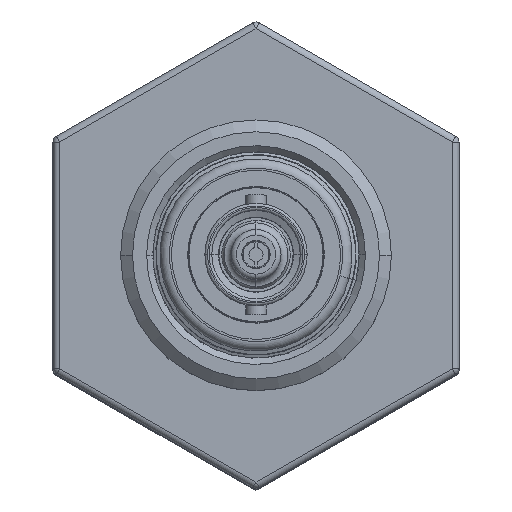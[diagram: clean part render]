
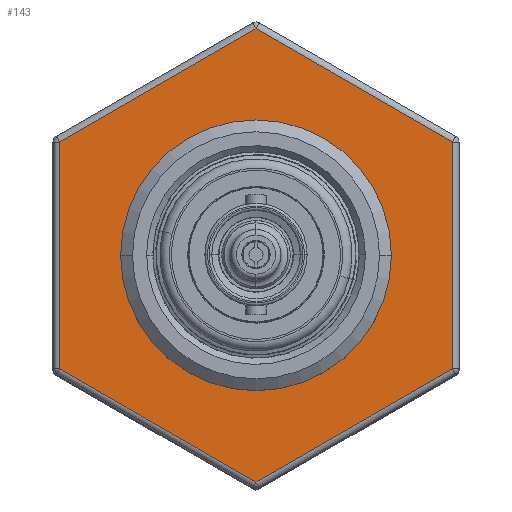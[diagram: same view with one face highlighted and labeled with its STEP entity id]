
A CAD part, top view. The second image highlights one B-rep face of the part: STEP entity #143.
In plain terms, the highlighted planar face has unit normal (0, 0, 1).
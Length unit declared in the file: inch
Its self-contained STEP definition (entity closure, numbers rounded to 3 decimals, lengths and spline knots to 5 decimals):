
#143 = ADVANCED_FACE ( 'NONE', ( #11627, #11623 ), #11628, .T. ) ;
#228 = EDGE_CURVE ( 'NONE', #3136, #3008, #1534, .T. ) ;
#904 = EDGE_CURVE ( 'NONE', #9494, #9498, #13725, .T. ) ;
#922 = EDGE_CURVE ( 'NONE', #9498, #6011, #13778, .T. ) ;
#930 = EDGE_CURVE ( 'NONE', #7388, #9494, #13804, .T. ) ;
#972 = EDGE_CURVE ( 'NONE', #6011, #7293, #5507, .T. ) ;
#976 = EDGE_CURVE ( 'NONE', #9488, #7388, #5515, .T. ) ;
#998 = EDGE_CURVE ( 'NONE', #7293, #9488, #5587, .T. ) ;
#1534 = CIRCLE ( 'NONE', #1864, 0.48088 ) ;
#1591 = AXIS2_PLACEMENT_3D ( 'NONE', #11618, #11630, #11631 ) ;
#1864 = AXIS2_PLACEMENT_3D ( 'NONE', #11993, #11994, #11995 ) ;
#2437 = EDGE_LOOP ( 'NONE', ( #7152, #7154, #7156, #7158, #7159, #7161 ) ) ;
#2469 = EDGE_LOOP ( 'NONE', ( #7162, #7164 ) ) ;
#3008 = VERTEX_POINT ( 'NONE', #5040 ) ;
#3136 = VERTEX_POINT ( 'NONE', #5168 ) ;
#4162 = EDGE_CURVE ( 'NONE', #3008, #3136, #13372, .T. ) ;
#5040 = CARTESIAN_POINT ( 'NONE',  ( -0.48088, 0., 2.097 ) ) ;
#5168 = CARTESIAN_POINT ( 'NONE',  ( 0.48088, 0., 2.097 ) ) ;
#5502 = CARTESIAN_POINT ( 'NONE',  ( 0.7375, -0.41136, 2.097 ) ) ;
#5507 = LINE ( 'NONE', #5502, #13935 ) ;
#5511 = DIRECTION ( 'NONE',  ( 0.866, 0.5, 0. ) ) ;
#5515 = LINE ( 'NONE', #5522, #13908 ) ;
#5522 = CARTESIAN_POINT ( 'NONE',  ( -0.0125, 0.84437, 2.097 ) ) ;
#5523 = DIRECTION ( 'NONE',  ( -0.866, 0.5, 0. ) ) ;
#5587 = LINE ( 'NONE', #5588, #13915 ) ;
#5588 = CARTESIAN_POINT ( 'NONE',  ( 0.725, 0.43301, 2.097 ) ) ;
#5589 = DIRECTION ( 'NONE',  ( 0., 1., 0. ) ) ;
#6011 = VERTEX_POINT ( 'NONE', #10146 ) ;
#7152 = ORIENTED_EDGE ( 'NONE', *, *, #930, .T. ) ;
#7154 = ORIENTED_EDGE ( 'NONE', *, *, #904, .T. ) ;
#7156 = ORIENTED_EDGE ( 'NONE', *, *, #922, .T. ) ;
#7158 = ORIENTED_EDGE ( 'NONE', *, *, #972, .T. ) ;
#7159 = ORIENTED_EDGE ( 'NONE', *, *, #998, .T. ) ;
#7161 = ORIENTED_EDGE ( 'NONE', *, *, #976, .T. ) ;
#7162 = ORIENTED_EDGE ( 'NONE', *, *, #228, .F. ) ;
#7164 = ORIENTED_EDGE ( 'NONE', *, *, #4162, .F. ) ;
#7293 = VERTEX_POINT ( 'NONE', #10177 ) ;
#7388 = VERTEX_POINT ( 'NONE', #10178 ) ;
#9488 = VERTEX_POINT ( 'NONE', #12661 ) ;
#9494 = VERTEX_POINT ( 'NONE', #12667 ) ;
#9498 = VERTEX_POINT ( 'NONE', #12671 ) ;
#9560 = CARTESIAN_POINT ( 'NONE',  ( 0., 0., 2.097 ) ) ;
#9561 = DIRECTION ( 'NONE',  ( 0., 0., 1. ) ) ;
#9562 = DIRECTION ( 'NONE',  ( 1., 0., 0. ) ) ;
#10146 = CARTESIAN_POINT ( 'NONE',  ( 0., -0.83716, 2.097 ) ) ;
#10177 = CARTESIAN_POINT ( 'NONE',  ( 0.725, -0.41858, 2.097 ) ) ;
#10178 = CARTESIAN_POINT ( 'NONE',  ( 0., 0.83716, 2.097 ) ) ;
#11618 = CARTESIAN_POINT ( 'NONE',  ( -0.75, 1.29904, 2.097 ) ) ;
#11623 = FACE_BOUND ( 'NONE', #2469, .T. ) ;
#11627 = FACE_OUTER_BOUND ( 'NONE', #2437, .T. ) ;
#11628 = PLANE ( 'NONE',  #1591 ) ;
#11630 = DIRECTION ( 'NONE',  ( 0., 0., 1. ) ) ;
#11631 = DIRECTION ( 'NONE',  ( 1., 0., 0. ) ) ;
#11993 = CARTESIAN_POINT ( 'NONE',  ( 0., 0., 2.097 ) ) ;
#11994 = DIRECTION ( 'NONE',  ( 0., 0., 1. ) ) ;
#11995 = DIRECTION ( 'NONE',  ( 1., 0., 0. ) ) ;
#12661 = CARTESIAN_POINT ( 'NONE',  ( 0.725, 0.41858, 2.097 ) ) ;
#12667 = CARTESIAN_POINT ( 'NONE',  ( -0.725, 0.41858, 2.097 ) ) ;
#12671 = CARTESIAN_POINT ( 'NONE',  ( -0.725, -0.41858, 2.097 ) ) ;
#13372 = CIRCLE ( 'NONE', #13390, 0.48088 ) ;
#13390 = AXIS2_PLACEMENT_3D ( 'NONE', #9560, #9561, #9562 ) ;
#13720 = CARTESIAN_POINT ( 'NONE',  ( -0.725, -0.43301, 2.097 ) ) ;
#13725 = LINE ( 'NONE', #13720, #14095 ) ;
#13729 = DIRECTION ( 'NONE',  ( 0., -1., 0. ) ) ;
#13774 = CARTESIAN_POINT ( 'NONE',  ( 0.0125, -0.84437, 2.097 ) ) ;
#13778 = LINE ( 'NONE', #13774, #13899 ) ;
#13782 = DIRECTION ( 'NONE',  ( 0.866, -0.5, 0. ) ) ;
#13804 = LINE ( 'NONE', #13805, #14100 ) ;
#13805 = CARTESIAN_POINT ( 'NONE',  ( -0.7375, 0.41136, 2.097 ) ) ;
#13806 = DIRECTION ( 'NONE',  ( -0.866, -0.5, 0. ) ) ;
#13899 = VECTOR ( 'NONE', #13782, 39.37008 ) ;
#13908 = VECTOR ( 'NONE', #5523, 39.37008 ) ;
#13915 = VECTOR ( 'NONE', #5589, 39.37008 ) ;
#13935 = VECTOR ( 'NONE', #5511, 39.37008 ) ;
#14095 = VECTOR ( 'NONE', #13729, 39.37008 ) ;
#14100 = VECTOR ( 'NONE', #13806, 39.37008 ) ;
